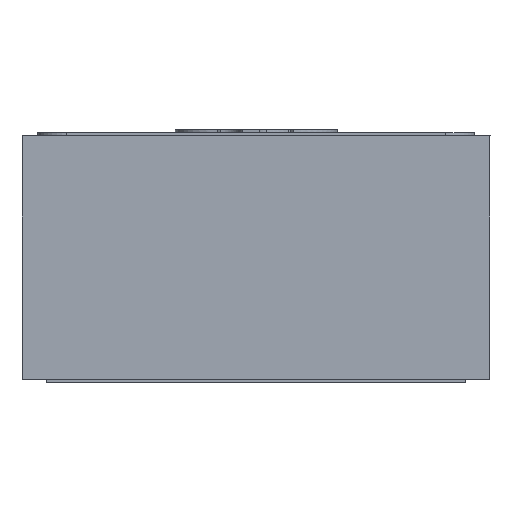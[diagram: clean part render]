
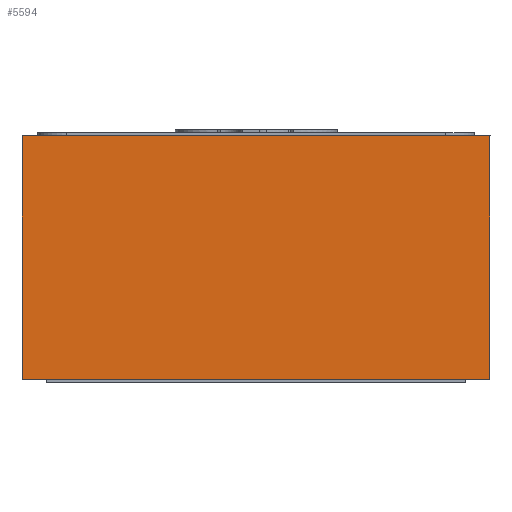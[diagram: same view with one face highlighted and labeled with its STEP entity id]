
A CAD part, left-side view. The second image highlights one B-rep face of the part: STEP entity #5594.
In plain terms, the highlighted planar face has unit normal (-1, 0, 0).
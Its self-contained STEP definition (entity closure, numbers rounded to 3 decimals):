
#592 = VECTOR ( 'NONE', #4970, 1000. ) ;
#1036 = EDGE_CURVE ( 'NONE', #6678, #2771, #3846, .T. ) ;
#1106 = VECTOR ( 'NONE', #5937, 1000. ) ;
#1201 = CARTESIAN_POINT ( 'NONE',  ( -1.6, 0.01, 0.75 ) ) ;
#2239 = EDGE_CURVE ( 'NONE', #2771, #3542, #7017, .T. ) ;
#2251 = ORIENTED_EDGE ( 'NONE', *, *, #3459, .T. ) ;
#2358 = FACE_OUTER_BOUND ( 'NONE', #3164, .T. ) ;
#2368 = LINE ( 'NONE', #5212, #592 ) ;
#2416 = CARTESIAN_POINT ( 'NONE',  ( -1.6, 0.79, -0.75 ) ) ;
#2771 = VERTEX_POINT ( 'NONE', #2416 ) ;
#2846 = CARTESIAN_POINT ( 'NONE',  ( -1.6, 0.79, 0.75 ) ) ;
#3076 = VECTOR ( 'NONE', #8462, 1000. ) ;
#3164 = EDGE_LOOP ( 'NONE', ( #5365, #2251, #3806, #8321 ) ) ;
#3459 = EDGE_CURVE ( 'NONE', #7336, #6678, #7971, .T. ) ;
#3482 = CARTESIAN_POINT ( 'NONE',  ( -1.6, 0.79, -0.75 ) ) ;
#3542 = VERTEX_POINT ( 'NONE', #5221 ) ;
#3806 = ORIENTED_EDGE ( 'NONE', *, *, #1036, .T. ) ;
#3846 = LINE ( 'NONE', #3482, #3076 ) ;
#4970 = DIRECTION ( 'NONE',  ( 0., 0., -1. ) ) ;
#5211 = DIRECTION ( 'NONE',  ( 0., 1., 0. ) ) ;
#5212 = CARTESIAN_POINT ( 'NONE',  ( -1.6, 0.01, 0.75 ) ) ;
#5221 = CARTESIAN_POINT ( 'NONE',  ( -1.6, 0.01, -0.75 ) ) ;
#5260 = CARTESIAN_POINT ( 'NONE',  ( -1.6, 0.79, 0.75 ) ) ;
#5365 = ORIENTED_EDGE ( 'NONE', *, *, #7128, .F. ) ;
#5594 = ADVANCED_FACE ( 'NONE', ( #2358 ), #8164, .F. ) ;
#5937 = DIRECTION ( 'NONE',  ( 0., -1., 0. ) ) ;
#6374 = CARTESIAN_POINT ( 'NONE',  ( -1.6, 0.79, -0.75 ) ) ;
#6678 = VERTEX_POINT ( 'NONE', #2846 ) ;
#6834 = AXIS2_PLACEMENT_3D ( 'NONE', #7624, #7594, #7574 ) ;
#7017 = LINE ( 'NONE', #6374, #1106 ) ;
#7128 = EDGE_CURVE ( 'NONE', #7336, #3542, #2368, .T. ) ;
#7336 = VERTEX_POINT ( 'NONE', #1201 ) ;
#7574 = DIRECTION ( 'NONE',  ( 0., 0., -1. ) ) ;
#7594 = DIRECTION ( 'NONE',  ( 1., 0., 0. ) ) ;
#7624 = CARTESIAN_POINT ( 'NONE',  ( -1.6, 0.79, 0.75 ) ) ;
#7971 = LINE ( 'NONE', #5260, #8170 ) ;
#8164 = PLANE ( 'NONE',  #6834 ) ;
#8170 = VECTOR ( 'NONE', #5211, 1000. ) ;
#8321 = ORIENTED_EDGE ( 'NONE', *, *, #2239, .T. ) ;
#8462 = DIRECTION ( 'NONE',  ( 0., 0., -1. ) ) ;
